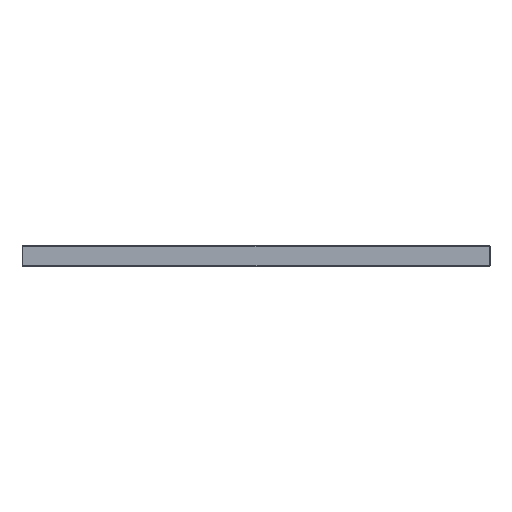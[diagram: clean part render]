
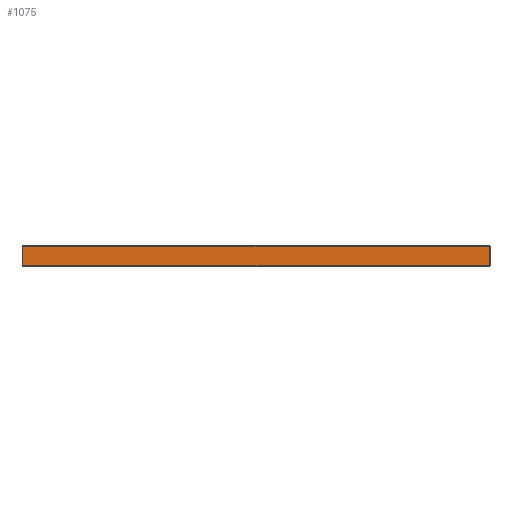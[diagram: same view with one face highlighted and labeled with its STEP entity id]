
A CAD part, left-side view. The second image highlights one B-rep face of the part: STEP entity #1075.
In plain terms, the highlighted planar face has unit normal (-1, 0, 0).
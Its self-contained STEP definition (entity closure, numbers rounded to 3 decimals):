
#544=B_SPLINE_CURVE_WITH_KNOTS('',3,(#16032,#16033,#16034,#16035,#16036,
#16037,#16038,#16039,#16040,#16041,#16042,#16043,#16044,#16045,#16046,#16047),
 .UNSPECIFIED.,.F.,.F.,(4,3,3,3,3,4),(0.,0.007,0.036,
0.152,0.616,1.),.UNSPECIFIED.);
#545=B_SPLINE_CURVE_WITH_KNOTS('',3,(#16049,#16050,#16051,#16052,#16053,
#16054,#16055,#16056,#16057,#16058,#16059,#16060,#16061,#16062,#16063,#16064,
#16065,#16066,#16067,#16068,#16069,#16070,#16071,#16072,#16073),
 .UNSPECIFIED.,.F.,.F.,(4,3,3,3,3,3,3,3,4),(0.,0.007,0.033,
0.14,0.569,0.848,0.964,
0.993,1.),.UNSPECIFIED.);
#816=PLANE('',#6463);
#1075=ADVANCED_FACE('',(#1524),#816,.T.);
#1524=FACE_OUTER_BOUND('',#1924,.T.);
#1924=EDGE_LOOP('',(#3469,#3470,#3471,#3472,#3473));
#3469=ORIENTED_EDGE('',*,*,#5274,.T.);
#3470=ORIENTED_EDGE('',*,*,#5275,.T.);
#3471=ORIENTED_EDGE('',*,*,#5276,.T.);
#3472=ORIENTED_EDGE('',*,*,#5277,.T.);
#3473=ORIENTED_EDGE('',*,*,#5278,.T.);
#4539=VERTEX_POINT('',#16026);
#4540=VERTEX_POINT('',#16027);
#4541=VERTEX_POINT('',#16029);
#4542=VERTEX_POINT('',#16031);
#4543=VERTEX_POINT('',#16048);
#5274=EDGE_CURVE('',#4539,#4540,#5752,.T.);
#5275=EDGE_CURVE('',#4540,#4541,#5753,.T.);
#5276=EDGE_CURVE('',#4541,#4542,#5754,.T.);
#5277=EDGE_CURVE('',#4542,#4543,#544,.T.);
#5278=EDGE_CURVE('',#4543,#4539,#545,.T.);
#5752=LINE('',#16025,#6001);
#5753=LINE('',#16028,#6002);
#5754=LINE('',#16030,#6003);
#6001=VECTOR('',#7637,1.);
#6002=VECTOR('',#7638,1.);
#6003=VECTOR('',#7639,1.);
#6463=AXIS2_PLACEMENT_3D('',#16074,#7640,#7641);
#7637=DIRECTION('',(0.,0.,-1.));
#7638=DIRECTION('',(0.,-1.,0.));
#7639=DIRECTION('',(0.,0.,1.));
#7640=DIRECTION('',(-1.,0.,0.));
#7641=DIRECTION('',(0.,0.,1.));
#16025=CARTESIAN_POINT('',(-450.,448.5,39.));
#16026=CARTESIAN_POINT('',(-450.,448.5,38.478));
#16027=CARTESIAN_POINT('',(-450.,448.5,1.));
#16028=CARTESIAN_POINT('',(-450.,-450.,1.));
#16029=CARTESIAN_POINT('',(-450.,-448.5,1.));
#16030=CARTESIAN_POINT('',(-450.,-448.5,39.));
#16031=CARTESIAN_POINT('',(-450.,-448.5,38.478));
#16032=CARTESIAN_POINT('',(-450.,-448.5,38.478));
#16033=CARTESIAN_POINT('',(-450.,-447.417,38.466));
#16034=CARTESIAN_POINT('',(-450.,-446.335,38.462));
#16035=CARTESIAN_POINT('',(-450.,-445.252,38.462));
#16036=CARTESIAN_POINT('',(-450.,-440.922,38.462));
#16037=CARTESIAN_POINT('',(-450.,-436.592,38.462));
#16038=CARTESIAN_POINT('',(-450.,-432.261,38.462));
#16039=CARTESIAN_POINT('',(-450.,-414.94,38.462));
#16040=CARTESIAN_POINT('',(-450.,-397.619,38.462));
#16041=CARTESIAN_POINT('',(-450.,-380.297,38.462));
#16042=CARTESIAN_POINT('',(-450.,-311.012,38.462));
#16043=CARTESIAN_POINT('',(-450.,-241.727,38.462));
#16044=CARTESIAN_POINT('',(-450.,-172.442,38.462));
#16045=CARTESIAN_POINT('',(-450.,-114.961,38.462));
#16046=CARTESIAN_POINT('',(-450.,-57.481,38.462));
#16047=CARTESIAN_POINT('',(-450.,0.,38.462));
#16048=CARTESIAN_POINT('',(-450.,0.,38.462));
#16049=CARTESIAN_POINT('',(-450.,0.,38.462));
#16050=CARTESIAN_POINT('',(-450.,1.,38.462));
#16051=CARTESIAN_POINT('',(-450.,2.,38.462));
#16052=CARTESIAN_POINT('',(-450.,3.,38.462));
#16053=CARTESIAN_POINT('',(-450.,7.,38.462));
#16054=CARTESIAN_POINT('',(-450.,11.,38.462));
#16055=CARTESIAN_POINT('',(-450.,15.,38.462));
#16056=CARTESIAN_POINT('',(-450.,31.,38.462));
#16057=CARTESIAN_POINT('',(-450.,47.,38.462));
#16058=CARTESIAN_POINT('',(-450.,63.,38.462));
#16059=CARTESIAN_POINT('',(-450.,127.,38.462));
#16060=CARTESIAN_POINT('',(-450.,191.,38.462));
#16061=CARTESIAN_POINT('',(-450.,255.,38.462));
#16062=CARTESIAN_POINT('',(-450.,296.766,38.462));
#16063=CARTESIAN_POINT('',(-450.,338.532,38.462));
#16064=CARTESIAN_POINT('',(-450.,380.297,38.462));
#16065=CARTESIAN_POINT('',(-450.,397.619,38.462));
#16066=CARTESIAN_POINT('',(-450.,414.94,38.462));
#16067=CARTESIAN_POINT('',(-450.,432.261,38.462));
#16068=CARTESIAN_POINT('',(-450.,436.592,38.462));
#16069=CARTESIAN_POINT('',(-450.,440.922,38.462));
#16070=CARTESIAN_POINT('',(-450.,445.252,38.462));
#16071=CARTESIAN_POINT('',(-450.,446.335,38.462));
#16072=CARTESIAN_POINT('',(-450.,447.417,38.466));
#16073=CARTESIAN_POINT('',(-450.,448.5,38.478));
#16074=CARTESIAN_POINT('',(-450.,-450.,39.));
